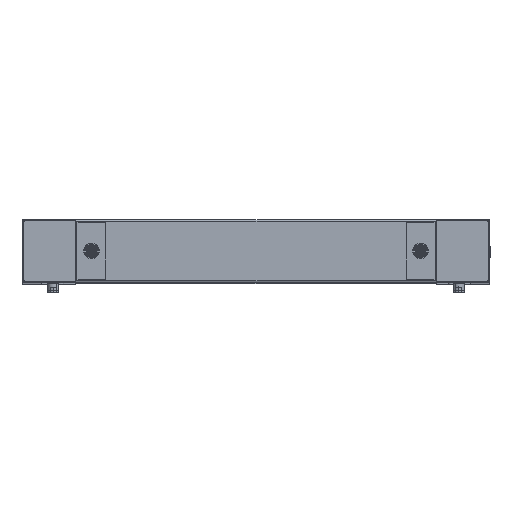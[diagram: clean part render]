
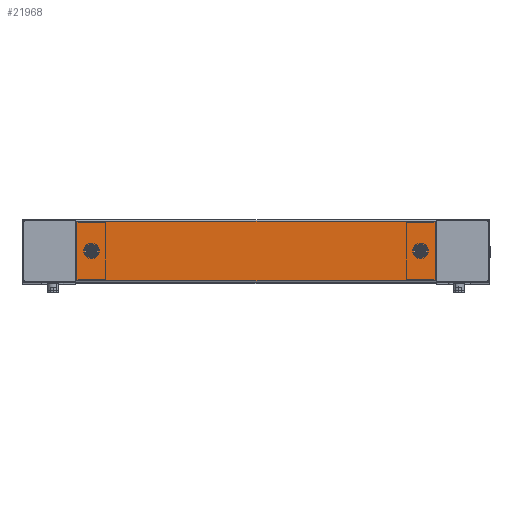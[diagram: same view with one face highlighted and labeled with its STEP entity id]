
A CAD part, top view. The second image highlights one B-rep face of the part: STEP entity #21968.
In plain terms, the highlighted face is planar.
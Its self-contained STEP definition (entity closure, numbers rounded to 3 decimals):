
#154 = ORIENTED_EDGE ( 'NONE', *, *, #16593, .T. ) ;
#155 = ORIENTED_EDGE ( 'NONE', *, *, #16469, .T. ) ;
#156 = ORIENTED_EDGE ( 'NONE', *, *, #16537, .T. ) ;
#158 = ORIENTED_EDGE ( 'NONE', *, *, #16486, .F. ) ;
#160 = ORIENTED_EDGE ( 'NONE', *, *, #16535, .T. ) ;
#161 = ORIENTED_EDGE ( 'NONE', *, *, #16532, .F. ) ;
#163 = ORIENTED_EDGE ( 'NONE', *, *, #16573, .F. ) ;
#165 = ORIENTED_EDGE ( 'NONE', *, *, #16533, .F. ) ;
#4790 = FACE_BOUND ( 'NONE', #25917, .T. ) ;
#5204 = FACE_BOUND ( 'NONE', #25937, .T. ) ;
#5446 = CIRCLE ( 'NONE', #11133, 10. ) ;
#5542 = CIRCLE ( 'NONE', #11141, 10. ) ;
#5677 = VECTOR ( 'NONE', #15099, 1000. ) ;
#5680 = LINE ( 'NONE', #15098, #5677 ) ;
#5687 = VECTOR ( 'NONE', #15096, 1000. ) ;
#5689 = LINE ( 'NONE', #15095, #5687 ) ;
#5691 = CIRCLE ( 'NONE', #11153, 10. ) ;
#5707 = LINE ( 'NONE', #15089, #5714 ) ;
#5714 = VECTOR ( 'NONE', #15090, 1000. ) ;
#5835 = FACE_OUTER_BOUND ( 'NONE', #25923, .T. ) ;
#6052 = VECTOR ( 'NONE', #14974, 1000. ) ;
#6101 = LINE ( 'NONE', #14967, #6052 ) ;
#6138 = CIRCLE ( 'NONE', #11181, 10. ) ;
#6539 = AXIS2_PLACEMENT_3D ( 'NONE', #12718, #12724, #12725 ) ;
#9116 = CARTESIAN_POINT ( 'NONE',  ( 289., 47.9, 0. ) ) ;
#9117 = CARTESIAN_POINT ( 'NONE',  ( -289., 47.9, 0. ) ) ;
#9130 = CARTESIAN_POINT ( 'NONE',  ( -289., -47.9, 0. ) ) ;
#9132 = CARTESIAN_POINT ( 'NONE',  ( 289., -47.9, 0. ) ) ;
#11133 = AXIS2_PLACEMENT_3D ( 'NONE', #15257, #15265, #15266 ) ;
#11141 = AXIS2_PLACEMENT_3D ( 'NONE', #15209, #15211, #15212 ) ;
#11153 = AXIS2_PLACEMENT_3D ( 'NONE', #15081, #15091, #15092 ) ;
#11181 = AXIS2_PLACEMENT_3D ( 'NONE', #14932, #14933, #14934 ) ;
#12718 = CARTESIAN_POINT ( 'NONE',  ( -289., -48., 0. ) ) ;
#12723 = PLANE ( 'NONE',  #6539 ) ;
#12724 = DIRECTION ( 'NONE',  ( 0., 0., 1. ) ) ;
#12725 = DIRECTION ( 'NONE',  ( 1., 0., 0. ) ) ;
#14932 = CARTESIAN_POINT ( 'NONE',  ( -263.5, 0., 0. ) ) ;
#14933 = DIRECTION ( 'NONE',  ( 0., 0., 1. ) ) ;
#14934 = DIRECTION ( 'NONE',  ( 1., 0., 0. ) ) ;
#14967 = CARTESIAN_POINT ( 'NONE',  ( -289., 48., 0. ) ) ;
#14974 = DIRECTION ( 'NONE',  ( 0., -1., 0. ) ) ;
#15081 = CARTESIAN_POINT ( 'NONE',  ( 263.5, 0., 0. ) ) ;
#15089 = CARTESIAN_POINT ( 'NONE',  ( 289., 48., 0. ) ) ;
#15090 = DIRECTION ( 'NONE',  ( 0., 1., 0. ) ) ;
#15091 = DIRECTION ( 'NONE',  ( 0., 0., -1. ) ) ;
#15092 = DIRECTION ( 'NONE',  ( -1., 0., 0. ) ) ;
#15095 = CARTESIAN_POINT ( 'NONE',  ( -289., 47.9, 0. ) ) ;
#15096 = DIRECTION ( 'NONE',  ( 1., 0., 0. ) ) ;
#15098 = CARTESIAN_POINT ( 'NONE',  ( 289., -47.9, 0. ) ) ;
#15099 = DIRECTION ( 'NONE',  ( -1., 0., 0. ) ) ;
#15209 = CARTESIAN_POINT ( 'NONE',  ( 263.5, 0., 0. ) ) ;
#15211 = DIRECTION ( 'NONE',  ( 0., 0., -1. ) ) ;
#15212 = DIRECTION ( 'NONE',  ( -1., 0., 0. ) ) ;
#15257 = CARTESIAN_POINT ( 'NONE',  ( -263.5, 0., 0. ) ) ;
#15265 = DIRECTION ( 'NONE',  ( 0., 0., 1. ) ) ;
#15266 = DIRECTION ( 'NONE',  ( 1., 0., 0. ) ) ;
#16469 = EDGE_CURVE ( 'NONE', #18075, #18083, #6138, .T. ) ;
#16486 = EDGE_CURVE ( 'NONE', #23368, #23381, #6101, .T. ) ;
#16532 = EDGE_CURVE ( 'NONE', #23383, #23367, #5707, .T. ) ;
#16533 = EDGE_CURVE ( 'NONE', #18109, #18306, #5691, .T. ) ;
#16535 = EDGE_CURVE ( 'NONE', #23368, #23367, #5689, .T. ) ;
#16537 = EDGE_CURVE ( 'NONE', #23383, #23381, #5680, .T. ) ;
#16573 = EDGE_CURVE ( 'NONE', #18306, #18109, #5542, .T. ) ;
#16593 = EDGE_CURVE ( 'NONE', #18083, #18075, #5446, .T. ) ;
#17384 = CARTESIAN_POINT ( 'NONE',  ( -273.5, 0., 0. ) ) ;
#17392 = CARTESIAN_POINT ( 'NONE',  ( -253.5, 0., 0. ) ) ;
#17418 = CARTESIAN_POINT ( 'NONE',  ( 273.5, 0., 0. ) ) ;
#17616 = CARTESIAN_POINT ( 'NONE',  ( 253.5, 0., 0. ) ) ;
#18075 = VERTEX_POINT ( 'NONE', #17384 ) ;
#18083 = VERTEX_POINT ( 'NONE', #17392 ) ;
#18109 = VERTEX_POINT ( 'NONE', #17418 ) ;
#18306 = VERTEX_POINT ( 'NONE', #17616 ) ;
#21968 = ADVANCED_FACE ( 'NONE', ( #4790, #5835, #5204 ), #12723, .F. ) ;
#23367 = VERTEX_POINT ( 'NONE', #9116 ) ;
#23368 = VERTEX_POINT ( 'NONE', #9117 ) ;
#23381 = VERTEX_POINT ( 'NONE', #9130 ) ;
#23383 = VERTEX_POINT ( 'NONE', #9132 ) ;
#25917 = EDGE_LOOP ( 'NONE', ( #154, #155 ) ) ;
#25923 = EDGE_LOOP ( 'NONE', ( #156, #158, #160, #161 ) ) ;
#25937 = EDGE_LOOP ( 'NONE', ( #163, #165 ) ) ;
